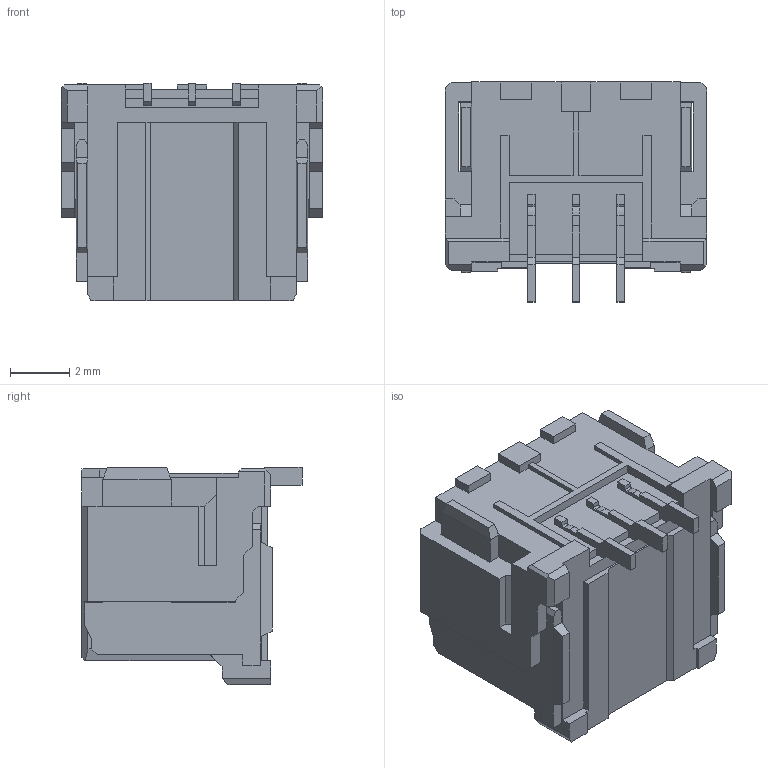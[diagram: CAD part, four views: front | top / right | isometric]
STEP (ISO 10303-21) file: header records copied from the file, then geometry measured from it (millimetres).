
FILE_DESCRIPTION((''),'2;1');
FILE_NAME('2132250370','2020-02-11T',('gga'),(''),'PRO/ENGINEER BY PARAMETRIC TECHNOLOGY CORPORATION, 2016010','PRO/ENGINEER BY PARAMETRIC TECHNOLOGY CORPORATION, 2016010','');
FILE_SCHEMA(('CONFIG_CONTROL_DESIGN'));
Length unit declared in the file: millimetre
Products named in the file (1): 2132250370
Bounding box: 8.8 x 7.4 x 7.3 mm (x, y, z)
Volume: 189.6 mm3; surface area: 567.6 mm2
Topology: 1 solids, 1 shells, 387 faces, 1135 edges, 746 vertices
Faces by surface type: plane 357, cylinder 30
Entity records: 12610 total; most frequent: CARTESIAN_POINT 2294, ORIENTED_EDGE 2230, DIRECTION 1951, EDGE_CURVE 1115, VECTOR 1071, LINE 1071, VERTEX_POINT 726, AXIS2_PLACEMENT_3D 440
